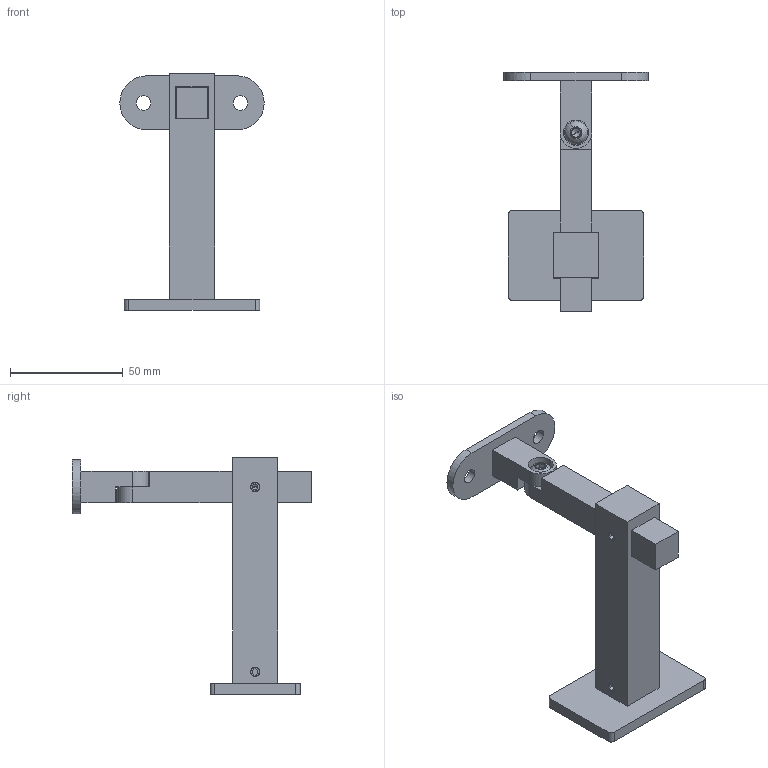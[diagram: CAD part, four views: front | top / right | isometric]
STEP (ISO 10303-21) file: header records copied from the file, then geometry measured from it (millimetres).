
FILE_DESCRIPTION (( 'STEP AP203' ), '1' );
FILE_NAME ('51264-240.STEP', '2022-01-13T08:05:38', ( '' ), ( '' ), 'SwSTEP 2.0', 'SolidWorks 2018', '' );
FILE_SCHEMA (( 'CONFIG_CONTROL_DESIGN' ));
Length unit declared in the file: millimetre
Products named in the file (22): 51264-240 Teil2; 51264-240 Teil2_51264-240 Teil2; 51264-240 Teil3; DIN 7380; DIN 7380_DIN 7380 M6x10; 51264-240 Teil3_51264-240 Teil3; 51264-240; 51264-240 Teil5; 51264-240 Teil5_51264-240 Teil5; 51264-240 Teil4; DIN914; DIN913; DIN-7991 M3-M10; 51264-240 Teil1; 51264-240 Teil6_51264-240 Teil6; DIN913_DIN 913 M5x3; DIN-7991 M3-M10_DIN7991 M6x12; 51264-240 Teil6; 51264-240 Teil4_51264-240 Teil4; DIN914_DIN 914 M5x4; 51264-240 Teil1_51264-240 Teil1
Assembly tree (14 placements, depth 2):
  51264-240 Teil2
  51264-240 Teil3
  51264-240
    51264-240 Teil1_51264-240 Teil1
    51264-240 Teil4_51264-240 Teil4
    51264-240 Teil5_51264-240 Teil5
    51264-240 Teil6_51264-240 Teil6
    DIN 7380_DIN 7380 M6x10
    DIN-7991 M3-M10_DIN7991 M6x12
    51264-240 Teil2_51264-240 Teil2
    51264-240 Teil3_51264-240 Teil3
    DIN913_DIN 913 M5x3
    DIN914_DIN 914 M5x4
  51264-240 Teil5
  51264-240
    DIN913
    DIN914
    DIN-7991 M3-M10
    DIN 7380
Bounding box: 64 x 106 x 105 mm (x, y, z)
Volume: 68789 mm3; surface area: 29773.2 mm2
Topology: 10 solids, 10 shells, 566 faces, 1457 edges, 937 vertices
Faces by surface type: plane 267, bspline 149, cylinder 89, cone 57, torus 2, sphere 2
Entity records: 27692 total; most frequent: CARTESIAN_POINT 12751, ORIENTED_EDGE 2886, DIRECTION 2257, EDGE_CURVE 1443, VERTEX_POINT 929, LINE 797, VECTOR 797, AXIS2_PLACEMENT_3D 730
